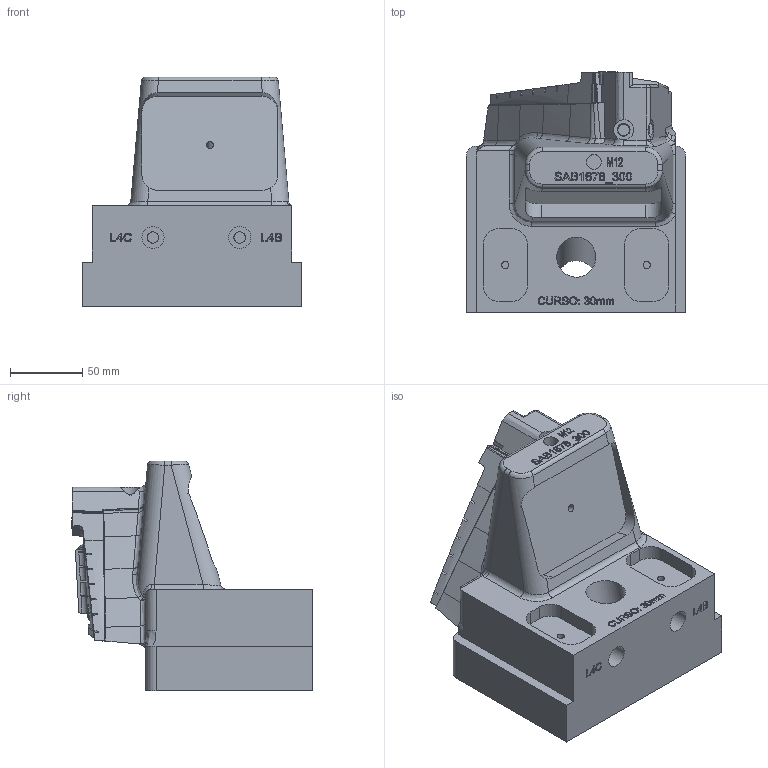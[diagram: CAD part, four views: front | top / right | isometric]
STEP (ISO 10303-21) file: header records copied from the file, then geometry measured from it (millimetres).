
FILE_DESCRIPTION(/* description */ (''),/* implementation_level */ '2;1');
FILE_NAME(/* name */ '1678_300.stp',/* time_stamp */ '2025-03-05T17:00:26-03:00',/* author */ (''),/* organization */ (''),/* preprocessor_version */ 'ST-DEVELOPER v19.3',/* originating_system */ 'SIEMENS PLM Software NX2212.4000',/* authorisation */ '');
FILE_SCHEMA (('AUTOMOTIVE_DESIGN { 1 0 10303 214 3 1 1 1 }'));
Length unit declared in the file: millimetre
Products named in the file (1): SAB1678_300_objects
Bounding box: 152 x 166.24 x 159 mm (x, y, z)
Volume: 1650433.1 mm3; surface area: 143495.7 mm2
Topology: 1 solids, 1 shells, 641 faces, 1698 edges, 1108 vertices
Faces by surface type: plane 287, bspline 171, cylinder 90, extrusion 90, sphere 2, cone 1
Full cylindrical faces by diameter (mm): 3.3 x2, 5 x2, 5.01 x1, 8 x6, 8.8 x2, 10.25 x1, 14 x2, 15.25 x2, 20.4 x2, 27 x1
Entity records: 38537 total; most frequent: CARTESIAN_POINT 20316, ORIENTED_EDGE 3306, DIRECTION 1893, EDGE_CURVE 1653, VERTEX_POINT 1094, B_SPLINE_CURVE_WITH_KNOTS 898, VECTOR 739, EDGE_LOOP 729
